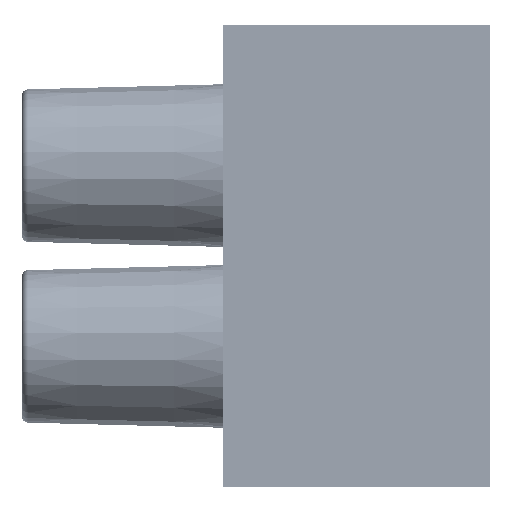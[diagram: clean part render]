
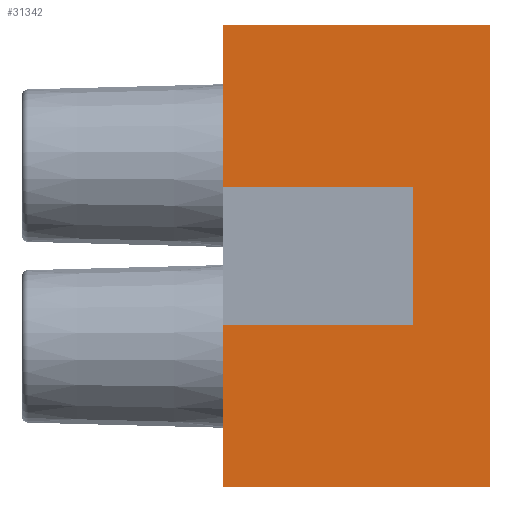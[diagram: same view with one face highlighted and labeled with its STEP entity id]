
A CAD part, left-side view. The second image highlights one B-rep face of the part: STEP entity #31342.
In plain terms, the highlighted planar face has unit normal (-1, 0, 0).
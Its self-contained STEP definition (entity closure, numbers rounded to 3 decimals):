
#653 = ORIENTED_EDGE ( 'NONE', *, *, #2830, .T. ) ;
#703 = VERTEX_POINT ( 'NONE', #5505 ) ;
#1071 = ORIENTED_EDGE ( 'NONE', *, *, #17857, .T. ) ;
#1307 = CARTESIAN_POINT ( 'NONE',  ( -46.75, 2.54, 2.305 ) ) ;
#1467 = LINE ( 'NONE', #1307, #30868 ) ;
#2287 = LINE ( 'NONE', #14857, #20304 ) ;
#2830 = EDGE_CURVE ( 'NONE', #18610, #28376, #4359, .T. ) ;
#2873 = FACE_OUTER_BOUND ( 'NONE', #8652, .T. ) ;
#3806 = CARTESIAN_POINT ( 'NONE',  ( -46.75, 0., -7.66 ) ) ;
#4297 = CARTESIAN_POINT ( 'NONE',  ( -46.75, 2.54, -2.305 ) ) ;
#4359 = LINE ( 'NONE', #14584, #31115 ) ;
#4879 = DIRECTION ( 'NONE',  ( 0., 0., 1. ) ) ;
#5430 = EDGE_CURVE ( 'NONE', #18610, #703, #7066, .T. ) ;
#5505 = CARTESIAN_POINT ( 'NONE',  ( -46.75, 8.85, -2.305 ) ) ;
#5609 = EDGE_CURVE ( 'NONE', #10645, #703, #10550, .T. ) ;
#7066 = LINE ( 'NONE', #12097, #16969 ) ;
#7084 = CARTESIAN_POINT ( 'NONE',  ( -46.75, 2.54, 2.305 ) ) ;
#8456 = EDGE_CURVE ( 'NONE', #12311, #25787, #1467, .T. ) ;
#8652 = EDGE_LOOP ( 'NONE', ( #32151, #18740, #17323, #10306, #13659, #653, #1071, #26614 ) ) ;
#8869 = DIRECTION ( 'NONE',  ( 0., 0., 1. ) ) ;
#9101 = VECTOR ( 'NONE', #8869, 1000. ) ;
#9156 = VERTEX_POINT ( 'NONE', #21069 ) ;
#9385 = CARTESIAN_POINT ( 'NONE',  ( -46.75, 8.85, -7.66 ) ) ;
#9648 = LINE ( 'NONE', #4297, #11447 ) ;
#10306 = ORIENTED_EDGE ( 'NONE', *, *, #5609, .T. ) ;
#10550 = LINE ( 'NONE', #25649, #32995 ) ;
#10645 = VERTEX_POINT ( 'NONE', #24821 ) ;
#11447 = VECTOR ( 'NONE', #32772, 1000. ) ;
#12097 = CARTESIAN_POINT ( 'NONE',  ( -46.75, 8.85, 7.66 ) ) ;
#12311 = VERTEX_POINT ( 'NONE', #13518 ) ;
#12343 = DIRECTION ( 'NONE',  ( 0., 0., 1. ) ) ;
#13425 = CARTESIAN_POINT ( 'NONE',  ( -46.75, 8.85, 7.66 ) ) ;
#13518 = CARTESIAN_POINT ( 'NONE',  ( -46.75, 8.85, 2.305 ) ) ;
#13659 = ORIENTED_EDGE ( 'NONE', *, *, #5430, .F. ) ;
#14291 = EDGE_CURVE ( 'NONE', #25787, #10645, #9648, .T. ) ;
#14584 = CARTESIAN_POINT ( 'NONE',  ( -46.75, 8.85, -7.66 ) ) ;
#14857 = CARTESIAN_POINT ( 'NONE',  ( -46.75, 0., 7.66 ) ) ;
#15606 = PLANE ( 'NONE',  #20684 ) ;
#15940 = DIRECTION ( 'NONE',  ( 1., 0., 0. ) ) ;
#16726 = DIRECTION ( 'NONE',  ( 0., -1., 0. ) ) ;
#16969 = VECTOR ( 'NONE', #4879, 1000. ) ;
#17323 = ORIENTED_EDGE ( 'NONE', *, *, #14291, .T. ) ;
#17857 = EDGE_CURVE ( 'NONE', #28376, #9156, #2287, .T. ) ;
#18030 = CARTESIAN_POINT ( 'NONE',  ( -46.75, 8.85, 7.66 ) ) ;
#18610 = VERTEX_POINT ( 'NONE', #9385 ) ;
#18740 = ORIENTED_EDGE ( 'NONE', *, *, #8456, .T. ) ;
#19244 = CARTESIAN_POINT ( 'NONE',  ( -46.75, 8.85, 7.66 ) ) ;
#20165 = EDGE_CURVE ( 'NONE', #12311, #29146, #21606, .T. ) ;
#20304 = VECTOR ( 'NONE', #12343, 1000. ) ;
#20369 = EDGE_CURVE ( 'NONE', #29146, #9156, #20886, .T. ) ;
#20684 = AXIS2_PLACEMENT_3D ( 'NONE', #13425, #15940, #23821 ) ;
#20886 = LINE ( 'NONE', #18030, #28834 ) ;
#21069 = CARTESIAN_POINT ( 'NONE',  ( -46.75, 0., 7.66 ) ) ;
#21606 = LINE ( 'NONE', #24289, #9101 ) ;
#23238 = DIRECTION ( 'NONE',  ( 0., -1., 0. ) ) ;
#23821 = DIRECTION ( 'NONE',  ( 0., 0., -1. ) ) ;
#24289 = CARTESIAN_POINT ( 'NONE',  ( -46.75, 8.85, 7.66 ) ) ;
#24810 = DIRECTION ( 'NONE',  ( 0., -1., 0. ) ) ;
#24821 = CARTESIAN_POINT ( 'NONE',  ( -46.75, 2.54, -2.305 ) ) ;
#25649 = CARTESIAN_POINT ( 'NONE',  ( -46.75, 8.85, -2.305 ) ) ;
#25787 = VERTEX_POINT ( 'NONE', #7084 ) ;
#26614 = ORIENTED_EDGE ( 'NONE', *, *, #20369, .F. ) ;
#28376 = VERTEX_POINT ( 'NONE', #3806 ) ;
#28663 = DIRECTION ( 'NONE',  ( 0., 1., 0. ) ) ;
#28834 = VECTOR ( 'NONE', #23238, 1000. ) ;
#29146 = VERTEX_POINT ( 'NONE', #19244 ) ;
#30868 = VECTOR ( 'NONE', #16726, 1000. ) ;
#31115 = VECTOR ( 'NONE', #24810, 1000. ) ;
#31342 = ADVANCED_FACE ( 'NONE', ( #2873 ), #15606, .F. ) ;
#32151 = ORIENTED_EDGE ( 'NONE', *, *, #20165, .F. ) ;
#32772 = DIRECTION ( 'NONE',  ( 0., 0., -1. ) ) ;
#32995 = VECTOR ( 'NONE', #28663, 1000. ) ;
